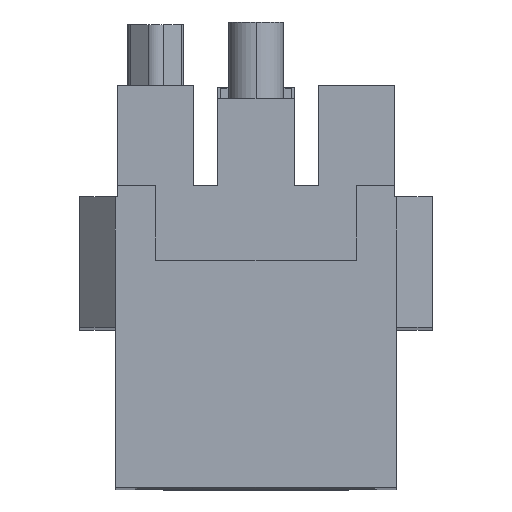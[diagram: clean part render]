
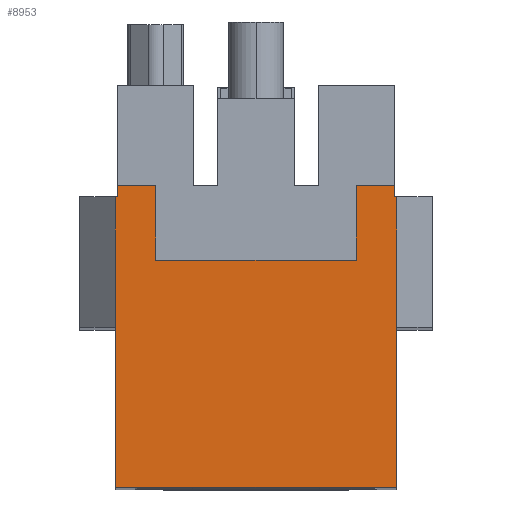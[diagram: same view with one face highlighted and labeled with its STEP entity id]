
A CAD part, top view. The second image highlights one B-rep face of the part: STEP entity #8953.
In plain terms, the highlighted planar face has unit normal (0, 0, 1).
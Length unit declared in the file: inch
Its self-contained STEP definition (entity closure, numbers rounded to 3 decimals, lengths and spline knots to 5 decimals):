
#102=DIRECTION('',(-1.,0.,0.));
#103=VECTOR('',#102,0.221);
#104=CARTESIAN_POINT('',(0.2105,0.044,0.164));
#105=LINE('',#104,#103);
#206=DIRECTION('',(0.,1.,0.));
#207=VECTOR('',#206,0.103);
#208=CARTESIAN_POINT('',(-0.011,0.17,0.164));
#209=LINE('',#208,#207);
#210=DIRECTION('',(0.,1.,0.));
#211=VECTOR('',#210,0.126);
#212=CARTESIAN_POINT('',(0.2105,0.044,0.164));
#213=LINE('',#212,#211);
#214=DIRECTION('',(0.,-1.,0.));
#215=VECTOR('',#214,0.126);
#216=CARTESIAN_POINT('',(-0.0105,0.17,0.164));
#217=LINE('',#216,#215);
#218=DIRECTION('',(1.,0.,0.));
#219=VECTOR('',#218,0.0005);
#220=CARTESIAN_POINT('',(-0.011,0.17,0.164));
#221=LINE('',#220,#219);
#222=DIRECTION('',(0.,1.,0.));
#223=VECTOR('',#222,0.059);
#224=CARTESIAN_POINT('',(0.021,0.223,0.164));
#225=LINE('',#224,#223);
#226=DIRECTION('',(0.,-1.,0.));
#227=VECTOR('',#226,0.059);
#228=CARTESIAN_POINT('',(0.179,0.282,0.164));
#229=LINE('',#228,#227);
#230=DIRECTION('',(0.,-1.,0.));
#231=VECTOR('',#230,0.103);
#232=CARTESIAN_POINT('',(0.211,0.273,0.164));
#233=LINE('',#232,#231);
#262=DIRECTION('',(1.,0.,0.));
#263=VECTOR('',#262,0.002);
#264=CARTESIAN_POINT('',(0.209,0.273,0.164));
#265=LINE('',#264,#263);
#274=DIRECTION('',(1.,0.,0.));
#275=VECTOR('',#274,0.002);
#276=CARTESIAN_POINT('',(-0.011,0.273,0.164));
#277=LINE('',#276,#275);
#1122=DIRECTION('',(-1.,0.,0.));
#1123=VECTOR('',#1122,0.0005);
#1124=CARTESIAN_POINT('',(0.211,0.17,0.164));
#1125=LINE('',#1124,#1123);
#1162=DIRECTION('',(0.,-1.,0.));
#1163=VECTOR('',#1162,0.009);
#1164=CARTESIAN_POINT('',(0.209,0.282,0.164));
#1165=LINE('',#1164,#1163);
#1178=DIRECTION('',(1.,0.,0.));
#1179=VECTOR('',#1178,0.03);
#1180=CARTESIAN_POINT('',(0.179,0.282,0.164));
#1181=LINE('',#1180,#1179);
#1238=DIRECTION('',(1.,0.,0.));
#1239=VECTOR('',#1238,0.03);
#1240=CARTESIAN_POINT('',(-0.009,0.282,0.164));
#1241=LINE('',#1240,#1239);
#1258=DIRECTION('',(1.,0.,0.));
#1259=VECTOR('',#1258,0.158);
#1260=CARTESIAN_POINT('',(0.021,0.223,0.164));
#1261=LINE('',#1260,#1259);
#1266=DIRECTION('',(0.,1.,0.));
#1267=VECTOR('',#1266,0.009);
#1268=CARTESIAN_POINT('',(-0.009,0.273,0.164));
#1269=LINE('',#1268,#1267);
#7518=CARTESIAN_POINT('',(0.2105,0.044,0.164));
#7519=CARTESIAN_POINT('',(0.2105,0.17,0.164));
#7520=VERTEX_POINT('',#7518);
#7521=VERTEX_POINT('',#7519);
#7606=CARTESIAN_POINT('',(-0.0105,0.17,0.164));
#7607=CARTESIAN_POINT('',(-0.0105,0.044,0.164));
#7608=VERTEX_POINT('',#7606);
#7609=VERTEX_POINT('',#7607);
#7678=CARTESIAN_POINT('',(0.211,0.17,0.164));
#7679=VERTEX_POINT('',#7678);
#7680=CARTESIAN_POINT('',(-0.011,0.17,0.164));
#7681=VERTEX_POINT('',#7680);
#7682=CARTESIAN_POINT('',(-0.011,0.273,0.164));
#7683=VERTEX_POINT('',#7682);
#7684=CARTESIAN_POINT('',(-0.009,0.273,0.164));
#7685=VERTEX_POINT('',#7684);
#7686=CARTESIAN_POINT('',(-0.009,0.282,0.164));
#7687=VERTEX_POINT('',#7686);
#7688=CARTESIAN_POINT('',(0.021,0.282,0.164));
#7689=VERTEX_POINT('',#7688);
#7690=CARTESIAN_POINT('',(0.021,0.223,0.164));
#7691=VERTEX_POINT('',#7690);
#7692=CARTESIAN_POINT('',(0.179,0.223,0.164));
#7693=VERTEX_POINT('',#7692);
#7694=CARTESIAN_POINT('',(0.179,0.282,0.164));
#7695=VERTEX_POINT('',#7694);
#7696=CARTESIAN_POINT('',(0.209,0.282,0.164));
#7697=VERTEX_POINT('',#7696);
#7698=CARTESIAN_POINT('',(0.209,0.273,0.164));
#7699=VERTEX_POINT('',#7698);
#7700=CARTESIAN_POINT('',(0.211,0.273,0.164));
#7701=VERTEX_POINT('',#7700);
#8918=CARTESIAN_POINT('',(-0.13,0.044,0.164));
#8919=DIRECTION('',(0.,0.,1.));
#8920=DIRECTION('',(0.,1.,0.));
#8921=AXIS2_PLACEMENT_3D('',#8918,#8919,#8920);
#8922=PLANE('',#8921);
#8924=ORIENTED_EDGE('',*,*,#8923,.T.);
#8926=ORIENTED_EDGE('',*,*,#8925,.T.);
#8928=ORIENTED_EDGE('',*,*,#8927,.F.);
#8929=ORIENTED_EDGE('',*,*,#8801,.T.);
#8930=ORIENTED_EDGE('',*,*,#8857,.F.);
#8931=ORIENTED_EDGE('',*,*,#8879,.F.);
#8932=ORIENTED_EDGE('',*,*,#8909,.T.);
#8934=ORIENTED_EDGE('',*,*,#8933,.T.);
#8936=ORIENTED_EDGE('',*,*,#8935,.T.);
#8938=ORIENTED_EDGE('',*,*,#8937,.T.);
#8940=ORIENTED_EDGE('',*,*,#8939,.F.);
#8942=ORIENTED_EDGE('',*,*,#8941,.T.);
#8944=ORIENTED_EDGE('',*,*,#8943,.F.);
#8946=ORIENTED_EDGE('',*,*,#8945,.T.);
#8948=ORIENTED_EDGE('',*,*,#8947,.T.);
#8950=ORIENTED_EDGE('',*,*,#8949,.T.);
#8951=EDGE_LOOP('',(#8924,#8926,#8928,#8929,#8930,#8931,#8932,#8934,#8936,#8938,
#8940,#8942,#8944,#8946,#8948,#8950));
#8952=FACE_OUTER_BOUND('',#8951,.F.);
#8953=ADVANCED_FACE('',(#8952),#8922,.T.);
#8801=EDGE_CURVE('',#7520,#7609,#105,.T.);
#8857=EDGE_CURVE('',#7608,#7609,#217,.T.);
#8879=EDGE_CURVE('',#7681,#7608,#221,.T.);
#8909=EDGE_CURVE('',#7681,#7683,#209,.T.);
#8923=EDGE_CURVE('',#7701,#7679,#233,.T.);
#8925=EDGE_CURVE('',#7679,#7521,#1125,.T.);
#8927=EDGE_CURVE('',#7520,#7521,#213,.T.);
#8933=EDGE_CURVE('',#7683,#7685,#277,.T.);
#8935=EDGE_CURVE('',#7685,#7687,#1269,.T.);
#8937=EDGE_CURVE('',#7687,#7689,#1241,.T.);
#8939=EDGE_CURVE('',#7691,#7689,#225,.T.);
#8941=EDGE_CURVE('',#7691,#7693,#1261,.T.);
#8943=EDGE_CURVE('',#7695,#7693,#229,.T.);
#8945=EDGE_CURVE('',#7695,#7697,#1181,.T.);
#8947=EDGE_CURVE('',#7697,#7699,#1165,.T.);
#8949=EDGE_CURVE('',#7699,#7701,#265,.T.);
